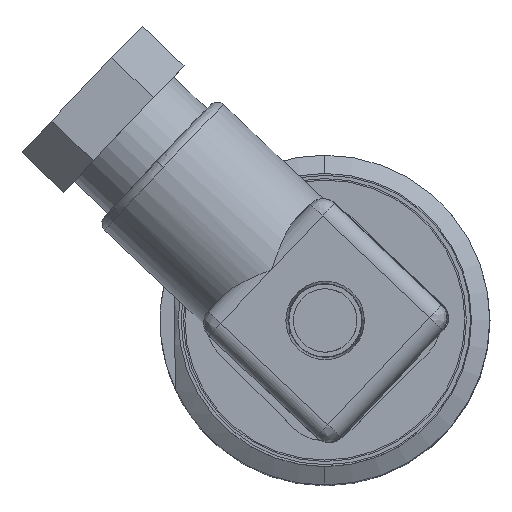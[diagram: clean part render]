
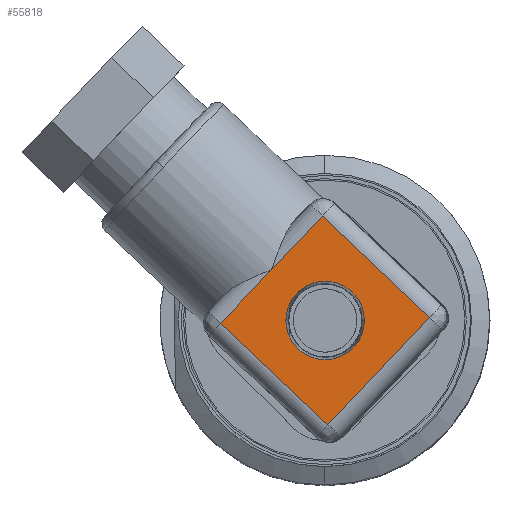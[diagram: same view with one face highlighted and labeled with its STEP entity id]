
A CAD part, top view. The second image highlights one B-rep face of the part: STEP entity #55818.
In plain terms, the highlighted planar face has unit normal (-0.007, 0, 1).
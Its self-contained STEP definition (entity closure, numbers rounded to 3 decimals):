
#200 = LINE ( 'NONE', #39711, #49912 ) ;
#359 = VECTOR ( 'NONE', #29880, 1000. ) ;
#4246 = CARTESIAN_POINT ( 'NONE',  ( 9.135, 0.44, 84.418 ) ) ;
#5061 = ORIENTED_EDGE ( 'NONE', *, *, #5980, .F. ) ;
#5298 = LINE ( 'NONE', #25243, #359 ) ;
#5980 = EDGE_CURVE ( 'NONE', #65238, #32059, #43632, .T. ) ;
#6942 = DIRECTION ( 'NONE',  ( -0.008, 0., 1. ) ) ;
#7983 = DIRECTION ( 'NONE',  ( 0.726, -0.688, 0.005 ) ) ;
#9674 = AXIS2_PLACEMENT_3D ( 'NONE', #36322, #20823, #57949 ) ;
#10074 = EDGE_LOOP ( 'NONE', ( #51791, #67996 ) ) ;
#11394 = CARTESIAN_POINT ( 'NONE',  ( -0.153, 9.248, 84.349 ) ) ;
#11776 = EDGE_CURVE ( 'NONE', #53409, #13121, #45407, .T. ) ;
#13121 = VERTEX_POINT ( 'NONE', #11394 ) ;
#13687 = CARTESIAN_POINT ( 'NONE',  ( -4.557, 4.604, 84.315 ) ) ;
#14576 = DIRECTION ( 'NONE',  ( 0.008, 0., -1. ) ) ;
#18492 = CIRCLE ( 'NONE', #30150, 3.4 ) ;
#20823 = DIRECTION ( 'NONE',  ( 0.008, 0., -1. ) ) ;
#22241 = LINE ( 'NONE', #40055, #56352 ) ;
#23809 = VECTOR ( 'NONE', #25721, 1000. ) ;
#25243 = CARTESIAN_POINT ( 'NONE',  ( 0.327, -8.848, 84.351 ) ) ;
#25657 = CARTESIAN_POINT ( 'NONE',  ( 0.087, 0.2, 84.35 ) ) ;
#25721 = DIRECTION ( 'NONE',  ( -0.726, 0.688, -0.005 ) ) ;
#28111 = CARTESIAN_POINT ( 'NONE',  ( 0.879, 10.336, 84.357 ) ) ;
#29490 = VECTOR ( 'NONE', #60171, 1000. ) ;
#29880 = DIRECTION ( 'NONE',  ( 0.688, 0.726, 0.005 ) ) ;
#30150 = AXIS2_PLACEMENT_3D ( 'NONE', #25657, #14576, #46798 ) ;
#30563 = EDGE_CURVE ( 'NONE', #32059, #13121, #22241, .T. ) ;
#32059 = VERTEX_POINT ( 'NONE', #13687 ) ;
#32657 = VERTEX_POINT ( 'NONE', #54717 ) ;
#36322 = CARTESIAN_POINT ( 'NONE',  ( 0.087, 0.2, 84.35 ) ) ;
#38640 = CARTESIAN_POINT ( 'NONE',  ( 11.255, 0.497, 84.434 ) ) ;
#39629 = ORIENTED_EDGE ( 'NONE', *, *, #56441, .T. ) ;
#39711 = CARTESIAN_POINT ( 'NONE',  ( -8.96, -0.04, 84.282 ) ) ;
#39969 = EDGE_CURVE ( 'NONE', #57871, #53409, #5298, .T. ) ;
#40055 = CARTESIAN_POINT ( 'NONE',  ( 0.879, 10.336, 84.357 ) ) ;
#41614 = ORIENTED_EDGE ( 'NONE', *, *, #11776, .T. ) ;
#43632 = LINE ( 'NONE', #28111, #29490 ) ;
#44238 = FACE_OUTER_BOUND ( 'NONE', #45524, .T. ) ;
#44959 = DIRECTION ( 'NONE',  ( 0.688, 0.726, 0.005 ) ) ;
#45407 = LINE ( 'NONE', #4246, #23809 ) ;
#45524 = EDGE_LOOP ( 'NONE', ( #5061, #39629, #61043, #41614, #55655 ) ) ;
#46798 = DIRECTION ( 'NONE',  ( 1., 0., 0.008 ) ) ;
#49912 = VECTOR ( 'NONE', #7983, 1000. ) ;
#50987 = EDGE_CURVE ( 'NONE', #62353, #32657, #60255, .T. ) ;
#51210 = DIRECTION ( 'NONE',  ( 1., 0., 0.008 ) ) ;
#51791 = ORIENTED_EDGE ( 'NONE', *, *, #59512, .T. ) ;
#53409 = VERTEX_POINT ( 'NONE', #60973 ) ;
#54717 = CARTESIAN_POINT ( 'NONE',  ( 3.487, 0.2, 84.375 ) ) ;
#55655 = ORIENTED_EDGE ( 'NONE', *, *, #30563, .F. ) ;
#55818 = ADVANCED_FACE ( 'NONE1330', ( #58345, #44238 ), #65107, .T. ) ;
#56352 = VECTOR ( 'NONE', #44959, 1000. ) ;
#56441 = EDGE_CURVE ( 'NONE', #65238, #57871, #200, .T. ) ;
#56952 = CARTESIAN_POINT ( 'NONE',  ( 0.327, -8.848, 84.351 ) ) ;
#57542 = AXIS2_PLACEMENT_3D ( 'NONE', #38640, #6942, #51210 ) ;
#57871 = VERTEX_POINT ( 'NONE', #56952 ) ;
#57913 = CARTESIAN_POINT ( 'NONE',  ( -3.313, 0.2, 84.324 ) ) ;
#57949 = DIRECTION ( 'NONE',  ( 1., 0., 0.008 ) ) ;
#58345 = FACE_BOUND ( 'NONE', #10074, .T. ) ;
#59512 = EDGE_CURVE ( 'NONE', #32657, #62353, #18492, .T. ) ;
#60171 = DIRECTION ( 'NONE',  ( 0.688, 0.726, 0.005 ) ) ;
#60255 = CIRCLE ( 'NONE', #9674, 3.4 ) ;
#60973 = CARTESIAN_POINT ( 'NONE',  ( 9.135, 0.44, 84.418 ) ) ;
#61043 = ORIENTED_EDGE ( 'NONE', *, *, #39969, .T. ) ;
#62353 = VERTEX_POINT ( 'NONE', #57913 ) ;
#65107 = PLANE ( 'NONE',  #57542 ) ;
#65238 = VERTEX_POINT ( 'NONE', #67375 ) ;
#67375 = CARTESIAN_POINT ( 'NONE',  ( -8.96, -0.04, 84.282 ) ) ;
#67996 = ORIENTED_EDGE ( 'NONE', *, *, #50987, .T. ) ;
